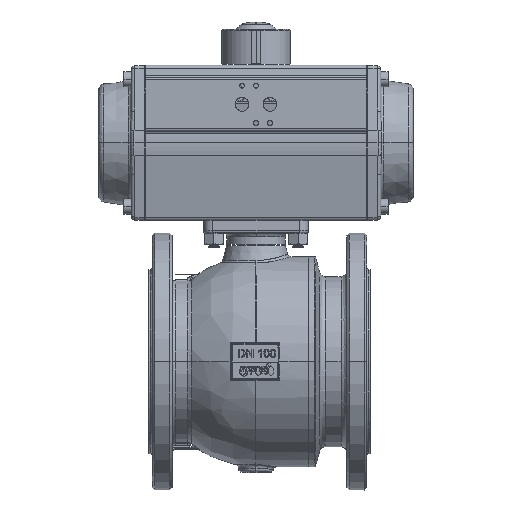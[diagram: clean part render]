
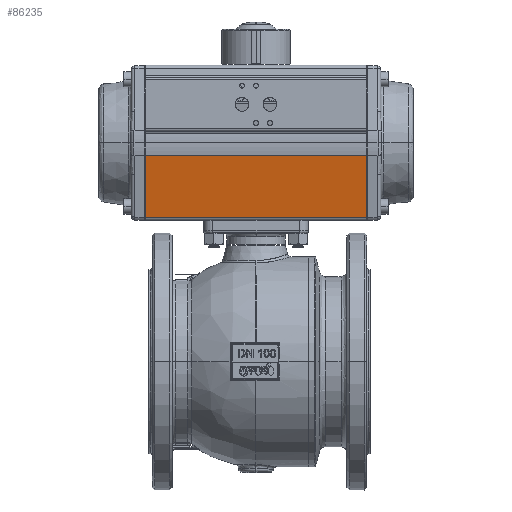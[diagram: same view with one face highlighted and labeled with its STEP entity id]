
A CAD part, top view. The second image highlights one B-rep face of the part: STEP entity #86235.
In plain terms, the highlighted planar face has unit normal (0, 0.185, -0.983).
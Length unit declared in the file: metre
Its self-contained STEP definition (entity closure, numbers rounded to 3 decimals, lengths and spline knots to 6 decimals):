
#40 = VECTOR ( 'NONE', #50860, 1. ) ;
#1138 = VERTEX_POINT ( 'NONE', #82790 ) ;
#6205 = DIRECTION ( 'NONE',  ( 1., 0., 0. ) ) ;
#8196 = FACE_OUTER_BOUND ( 'NONE', #57777, .T. ) ;
#10183 = CARTESIAN_POINT ( 'NONE',  ( -0.132376, 0.076701, 0.29996 ) ) ;
#15562 = VECTOR ( 'NONE', #68930, 1. ) ;
#15619 = DIRECTION ( 'NONE',  ( 0., 0.983, 0.185 ) ) ;
#16182 = VECTOR ( 'NONE', #24236, 1. ) ;
#17695 = LINE ( 'NONE', #29936, #16182 ) ;
#21168 = ORIENTED_EDGE ( 'NONE', *, *, #34362, .T. ) ;
#24236 = DIRECTION ( 'NONE',  ( 0., -0.983, -0.185 ) ) ;
#27933 = AXIS2_PLACEMENT_3D ( 'NONE', #36133, #76274, #15619 ) ;
#28600 = ORIENTED_EDGE ( 'NONE', *, *, #48656, .T. ) ;
#29936 = CARTESIAN_POINT ( 'NONE',  ( 0.057624, 0.076701, 0.29996 ) ) ;
#34362 = EDGE_CURVE ( 'NONE', #67258, #79555, #46033, .T. ) ;
#36133 = CARTESIAN_POINT ( 'NONE',  ( 0.057624, 0.076701, 0.29996 ) ) ;
#43478 = EDGE_CURVE ( 'NONE', #79555, #82436, #47649, .T. ) ;
#45855 = CARTESIAN_POINT ( 'NONE',  ( 0.057624, 0.130126, 0.310009 ) ) ;
#46033 = LINE ( 'NONE', #72688, #40 ) ;
#47649 = LINE ( 'NONE', #54185, #52139 ) ;
#48656 = EDGE_CURVE ( 'NONE', #82436, #1138, #17695, .T. ) ;
#50860 = DIRECTION ( 'NONE',  ( 0., 0.983, 0.185 ) ) ;
#52139 = VECTOR ( 'NONE', #6205, 1. ) ;
#52569 = ORIENTED_EDGE ( 'NONE', *, *, #43478, .T. ) ;
#54185 = CARTESIAN_POINT ( 'NONE',  ( 0.057624, 0.130126, 0.310009 ) ) ;
#57777 = EDGE_LOOP ( 'NONE', ( #79096, #21168, #52569, #28600 ) ) ;
#59128 = EDGE_CURVE ( 'NONE', #1138, #67258, #61919, .T. ) ;
#61919 = LINE ( 'NONE', #81989, #15562 ) ;
#67258 = VERTEX_POINT ( 'NONE', #10183 ) ;
#68930 = DIRECTION ( 'NONE',  ( -1., 0., 0. ) ) ;
#72688 = CARTESIAN_POINT ( 'NONE',  ( -0.132376, 0.076701, 0.29996 ) ) ;
#76274 = DIRECTION ( 'NONE',  ( 0., 0.185, -0.983 ) ) ;
#79096 = ORIENTED_EDGE ( 'NONE', *, *, #59128, .T. ) ;
#79555 = VERTEX_POINT ( 'NONE', #79740 ) ;
#79740 = CARTESIAN_POINT ( 'NONE',  ( -0.132376, 0.130126, 0.310009 ) ) ;
#81989 = CARTESIAN_POINT ( 'NONE',  ( 0.057624, 0.076701, 0.29996 ) ) ;
#82436 = VERTEX_POINT ( 'NONE', #45855 ) ;
#82790 = CARTESIAN_POINT ( 'NONE',  ( 0.057624, 0.076701, 0.29996 ) ) ;
#86235 = ADVANCED_FACE ( 'NONE', ( #8196 ), #86364, .T. ) ;
#86364 = PLANE ( 'NONE',  #27933 ) ;
